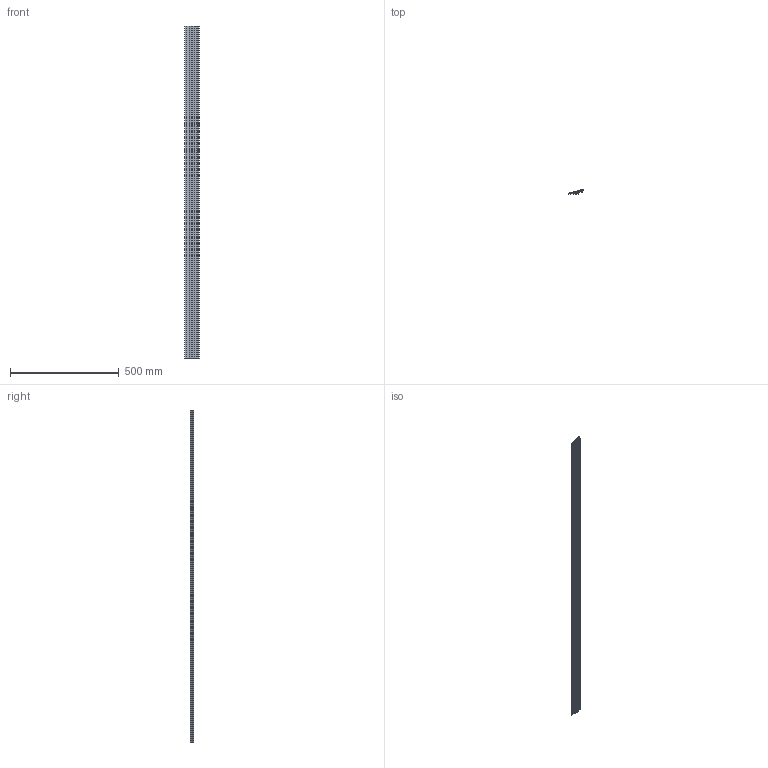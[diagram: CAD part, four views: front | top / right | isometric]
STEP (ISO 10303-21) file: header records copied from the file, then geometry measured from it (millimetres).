
FILE_DESCRIPTION (( 'STEP AP214' ), '1' );
FILE_NAME ('2010-0086.STEP', '2017-11-30T19:27:51', ( '' ), ( '' ), 'SwSTEP 2.0', 'SolidWorks 2017', '' );
FILE_SCHEMA (( 'AUTOMOTIVE_DESIGN' ));
Length unit declared in the file: millimetre
Products named in the file (1): 2010-0086
Bounding box: 67 x 17.79 x 1524 mm (x, y, z)
Volume: 444313.4 mm3; surface area: 346662.9 mm2
Topology: 1 solids, 1 shells, 190 faces, 564 edges, 376 vertices
Faces by surface type: plane 125, cylinder 65
Entity records: 6392 total; most frequent: CARTESIAN_POINT 1131, ORIENTED_EDGE 1128, DIRECTION 1076, EDGE_CURVE 564, VECTOR 434, LINE 434, VERTEX_POINT 376, AXIS2_PLACEMENT_3D 321
